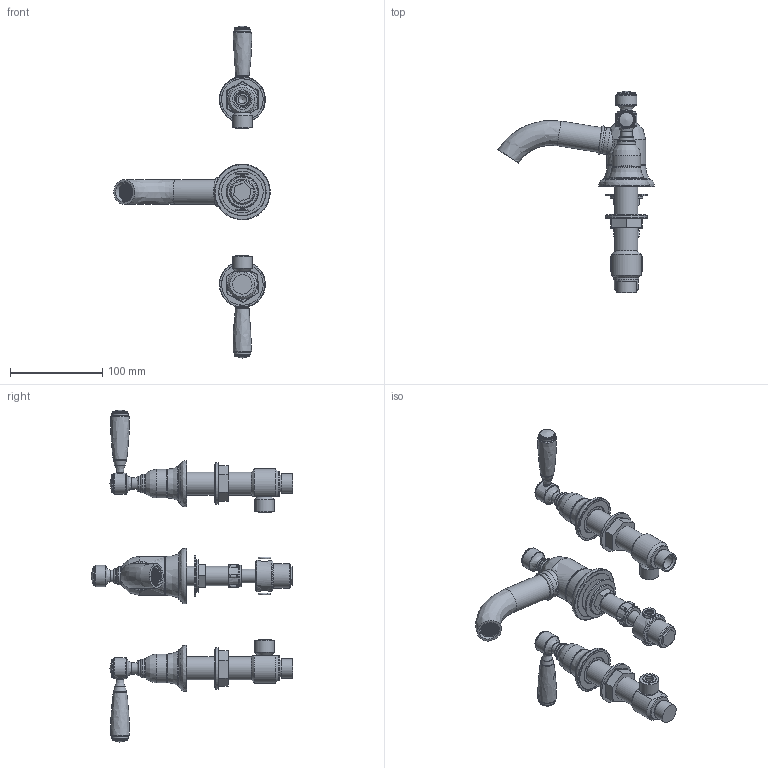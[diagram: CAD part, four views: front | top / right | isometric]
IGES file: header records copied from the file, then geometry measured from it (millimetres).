
Global section: file name: V2K14-M-NP; native system: Autodesk Inventor 2018; preprocessor: unknown; author: aduggalther; date: 20180907.102551; units: millimetre
Bounding box: 169.23 x 218.3 x 359.4 mm (x, y, z)
Volume: 461468.2 mm3; surface area: 177191.9 mm2
Topology: 53 solids, 54 shells, 2842 faces, 7441 edges, 4951 vertices
Faces by surface type: bspline 2842
